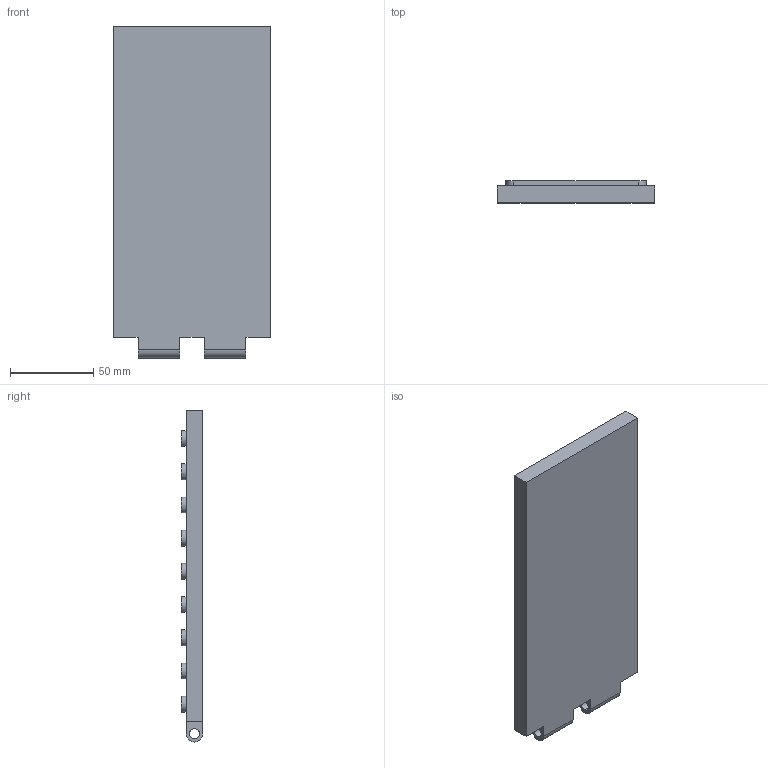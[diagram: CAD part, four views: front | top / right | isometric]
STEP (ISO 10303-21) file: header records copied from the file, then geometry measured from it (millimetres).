
FILE_DESCRIPTION (( 'STEP AP203' ), '1' );
FILE_NAME ('Bad_Pedal_Default_sldprt.STEP', '2023-01-30T00:55:08', ( '' ), ( '' ), 'SwSTEP 2.0', 'SolidWorks 2021', '' );
FILE_SCHEMA (( 'CONFIG_CONTROL_DESIGN' ));
Length unit declared in the file: millimetre
Products named in the file (1): Bad_Pedal_Default_sldprt
Bounding box: 95 x 13 x 200 mm (x, y, z)
Volume: 203720.4 mm3; surface area: 48461.3 mm2
Topology: 1 solids, 1 shells, 63 faces, 156 edges, 104 vertices
Faces by surface type: plane 39, cylinder 24
Entity records: 1963 total; most frequent: DIRECTION 332, CARTESIAN_POINT 324, ORIENTED_EDGE 312, EDGE_CURVE 156, AXIS2_PLACEMENT_3D 112, LINE 108, VECTOR 108, VERTEX_POINT 104
